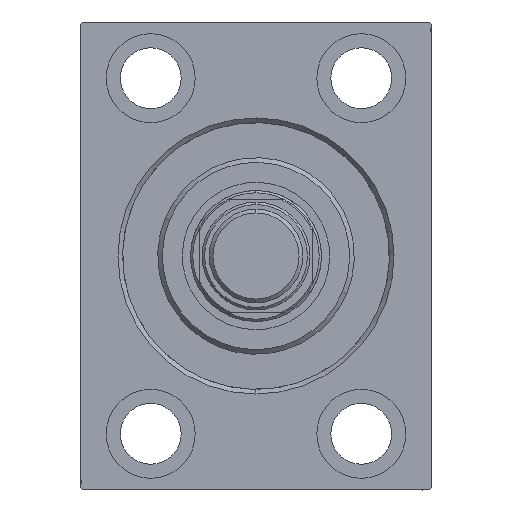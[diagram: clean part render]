
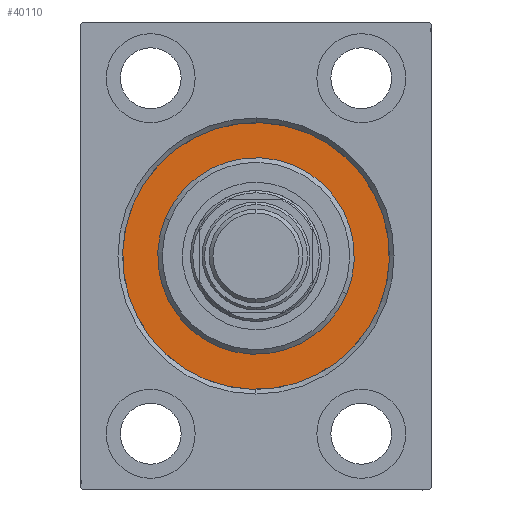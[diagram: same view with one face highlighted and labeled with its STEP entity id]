
A CAD part, left-side view. The second image highlights one B-rep face of the part: STEP entity #40110.
In plain terms, the highlighted face is planar.
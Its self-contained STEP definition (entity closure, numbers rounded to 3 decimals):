
#2796 = DIRECTION ( 'NONE',  ( 0., 0., 1. ) ) ;
#3993 = CARTESIAN_POINT ( 'NONE',  ( 0., 0., 0. ) ) ;
#4082 = ORIENTED_EDGE ( 'NONE', *, *, #15174, .F. ) ;
#5526 = VERTEX_POINT ( 'NONE', #44350 ) ;
#5653 = CIRCLE ( 'NONE', #34421, 28.5 ) ;
#6977 = DIRECTION ( 'NONE',  ( -1., 0., 0. ) ) ;
#7579 = CARTESIAN_POINT ( 'NONE',  ( 0., 0., 0. ) ) ;
#7601 = DIRECTION ( 'NONE',  ( 0., 0., -1. ) ) ;
#10314 = VERTEX_POINT ( 'NONE', #31517 ) ;
#10336 = CARTESIAN_POINT ( 'NONE',  ( 0., 0., 0. ) ) ;
#10825 = ORIENTED_EDGE ( 'NONE', *, *, #29769, .F. ) ;
#11605 = AXIS2_PLACEMENT_3D ( 'NONE', #10336, #6977, #14158 ) ;
#12087 = VERTEX_POINT ( 'NONE', #43710 ) ;
#13143 = DIRECTION ( 'NONE',  ( -1., 0., 0. ) ) ;
#13721 = FACE_BOUND ( 'NONE', #15763, .T. ) ;
#14158 = DIRECTION ( 'NONE',  ( 0., 0., 1. ) ) ;
#15174 = EDGE_CURVE ( 'NONE', #27631, #5526, #5653, .T. ) ;
#15763 = EDGE_LOOP ( 'NONE', ( #25520, #40707 ) ) ;
#15898 = AXIS2_PLACEMENT_3D ( 'NONE', #7579, #18609, #28734 ) ;
#16476 = AXIS2_PLACEMENT_3D ( 'NONE', #17355, #27927, #37441 ) ;
#17333 = CIRCLE ( 'NONE', #15898, 21. ) ;
#17355 = CARTESIAN_POINT ( 'NONE',  ( 0., 0., 0. ) ) ;
#17849 = CIRCLE ( 'NONE', #27908, 21. ) ;
#18299 = EDGE_LOOP ( 'NONE', ( #4082, #10825 ) ) ;
#18609 = DIRECTION ( 'NONE',  ( 1., 0., 0. ) ) ;
#25520 = ORIENTED_EDGE ( 'NONE', *, *, #39253, .F. ) ;
#27460 = FACE_OUTER_BOUND ( 'NONE', #18299, .T. ) ;
#27631 = VERTEX_POINT ( 'NONE', #32223 ) ;
#27864 = EDGE_CURVE ( 'NONE', #12087, #10314, #17849, .T. ) ;
#27908 = AXIS2_PLACEMENT_3D ( 'NONE', #3993, #31478, #7601 ) ;
#27927 = DIRECTION ( 'NONE',  ( -1., 0., 0. ) ) ;
#28734 = DIRECTION ( 'NONE',  ( 0., 0., -1. ) ) ;
#29769 = EDGE_CURVE ( 'NONE', #5526, #27631, #33048, .T. ) ;
#31478 = DIRECTION ( 'NONE',  ( 1., 0., 0. ) ) ;
#31517 = CARTESIAN_POINT ( 'NONE',  ( 0., 0., 21. ) ) ;
#32223 = CARTESIAN_POINT ( 'NONE',  ( 0., 0., -28.5 ) ) ;
#33048 = CIRCLE ( 'NONE', #16476, 28.5 ) ;
#34421 = AXIS2_PLACEMENT_3D ( 'NONE', #40868, #13143, #2796 ) ;
#37441 = DIRECTION ( 'NONE',  ( 0., 0., 1. ) ) ;
#39253 = EDGE_CURVE ( 'NONE', #10314, #12087, #17333, .T. ) ;
#40110 = ADVANCED_FACE ( 'NONE', ( #13721, #27460 ), #41235, .F. ) ;
#40707 = ORIENTED_EDGE ( 'NONE', *, *, #27864, .F. ) ;
#40868 = CARTESIAN_POINT ( 'NONE',  ( 0., 0., 0. ) ) ;
#41235 = PLANE ( 'NONE',  #11605 ) ;
#43710 = CARTESIAN_POINT ( 'NONE',  ( 0., 0., -21. ) ) ;
#44350 = CARTESIAN_POINT ( 'NONE',  ( 0., 0., 28.5 ) ) ;
